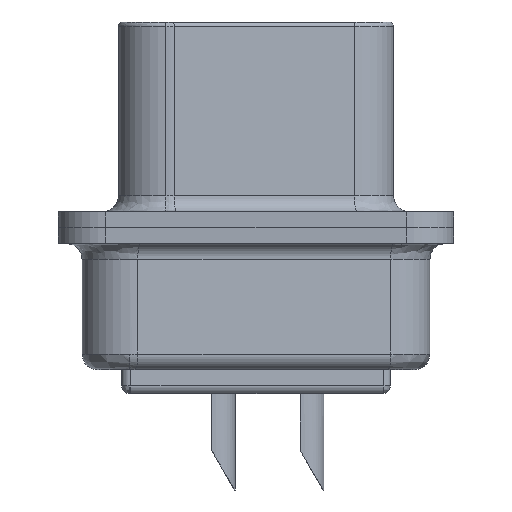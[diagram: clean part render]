
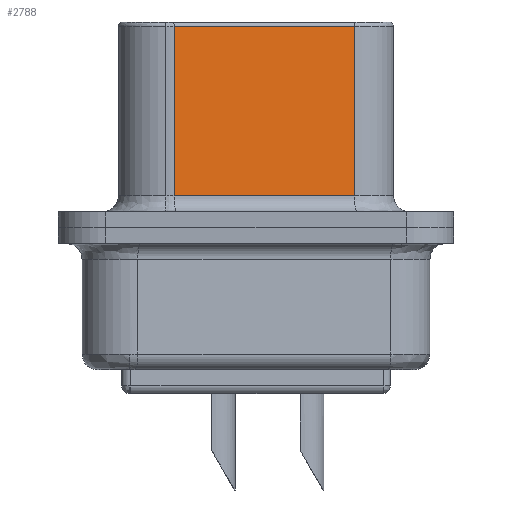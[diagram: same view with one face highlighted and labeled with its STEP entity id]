
A CAD part, left-side view. The second image highlights one B-rep face of the part: STEP entity #2788.
In plain terms, the highlighted planar face has unit normal (-0.985, -0.174, 0).
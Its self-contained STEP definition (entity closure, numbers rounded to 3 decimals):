
#29 = CARTESIAN_POINT ( 'NONE',  ( 7.06, 8.84, 1. ) ) ;
#268 = VECTOR ( 'NONE', #2401, 1000. ) ;
#444 = EDGE_CURVE ( 'NONE', #3903, #4435, #1881, .T. ) ;
#591 = LINE ( 'NONE', #6527, #5423 ) ;
#614 = ORIENTED_EDGE ( 'NONE', *, *, #444, .F. ) ;
#620 = CARTESIAN_POINT ( 'NONE',  ( 8.065, 3.14, 3.675 ) ) ;
#691 = VERTEX_POINT ( 'NONE', #29 ) ;
#978 = CARTESIAN_POINT ( 'NONE',  ( 7.563, 5.99, 1. ) ) ;
#1253 = CARTESIAN_POINT ( 'NONE',  ( 7.06, 8.84, 6.35 ) ) ;
#1881 = LINE ( 'NONE', #620, #268 ) ;
#1934 = EDGE_LOOP ( 'NONE', ( #6727, #614, #7530, #4358 ) ) ;
#2017 = CARTESIAN_POINT ( 'NONE',  ( 8.065, 3.14, 1. ) ) ;
#2173 = CARTESIAN_POINT ( 'NONE',  ( 7.06, 8.84, 3.675 ) ) ;
#2349 = VERTEX_POINT ( 'NONE', #1253 ) ;
#2401 = DIRECTION ( 'NONE',  ( 0., 0., -1. ) ) ;
#2545 = VECTOR ( 'NONE', #7602, 1000. ) ;
#2786 = DIRECTION ( 'NONE',  ( -0.174, 0.985, 0. ) ) ;
#2788 = ADVANCED_FACE ( 'NONE', ( #7795 ), #2829, .F. ) ;
#2829 = PLANE ( 'NONE',  #4827 ) ;
#3316 = LINE ( 'NONE', #978, #4758 ) ;
#3425 = EDGE_CURVE ( 'NONE', #2349, #3903, #591, .T. ) ;
#3704 = CARTESIAN_POINT ( 'NONE',  ( 8.065, 3.14, 6.35 ) ) ;
#3903 = VERTEX_POINT ( 'NONE', #3704 ) ;
#4166 = LINE ( 'NONE', #2173, #2545 ) ;
#4182 = EDGE_CURVE ( 'NONE', #4435, #691, #3316, .T. ) ;
#4358 = ORIENTED_EDGE ( 'NONE', *, *, #4798, .T. ) ;
#4435 = VERTEX_POINT ( 'NONE', #2017 ) ;
#4758 = VECTOR ( 'NONE', #2786, 1000. ) ;
#4798 = EDGE_CURVE ( 'NONE', #2349, #691, #4166, .T. ) ;
#4827 = AXIS2_PLACEMENT_3D ( 'NONE', #5905, #6336, #5629 ) ;
#5423 = VECTOR ( 'NONE', #7403, 1000. ) ;
#5629 = DIRECTION ( 'NONE',  ( -0.174, 0.985, 0. ) ) ;
#5905 = CARTESIAN_POINT ( 'NONE',  ( 8.065, 3.14, 1. ) ) ;
#6336 = DIRECTION ( 'NONE',  ( 0.985, 0.174, 0. ) ) ;
#6527 = CARTESIAN_POINT ( 'NONE',  ( 7.563, 5.99, 6.35 ) ) ;
#6727 = ORIENTED_EDGE ( 'NONE', *, *, #4182, .F. ) ;
#7403 = DIRECTION ( 'NONE',  ( 0.174, -0.985, 0. ) ) ;
#7530 = ORIENTED_EDGE ( 'NONE', *, *, #3425, .F. ) ;
#7602 = DIRECTION ( 'NONE',  ( 0., 0., -1. ) ) ;
#7795 = FACE_OUTER_BOUND ( 'NONE', #1934, .T. ) ;
